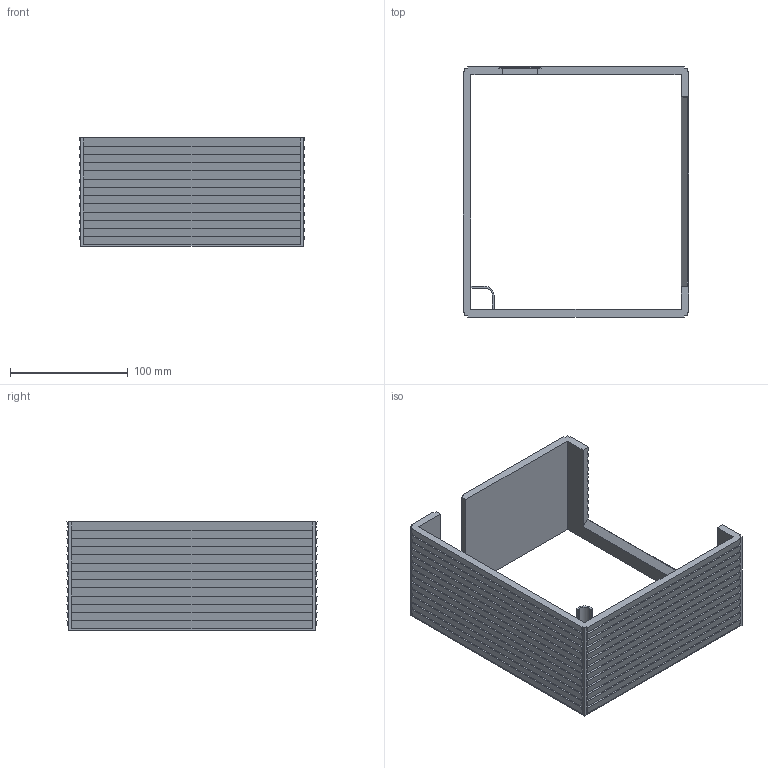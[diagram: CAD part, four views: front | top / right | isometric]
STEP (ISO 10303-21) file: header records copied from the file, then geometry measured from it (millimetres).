
FILE_DESCRIPTION (( 'STEP AP214' ), '1' );
FILE_NAME ('Paredes RC com portao e porta.STEP', '2024-09-05T14:44:44', ( '' ), ( '' ), 'SwSTEP 2.0', 'SolidWorks 2023', '' );
FILE_SCHEMA (( 'AUTOMOTIVE_DESIGN' ));
Length unit declared in the file: millimetre
Products named in the file (1): Paredes RC com portao e porta
Bounding box: 191.75 x 212.76 x 92 mm (x, y, z)
Volume: 340590.9 mm3; surface area: 141834.3 mm2
Topology: 1 solids, 1 shells, 302 faces, 671 edges, 370 vertices
Faces by surface type: plane 300, cylinder 2
Entity records: 7894 total; most frequent: CARTESIAN_POINT 1344, ORIENTED_EDGE 1342, DIRECTION 1281, EDGE_CURVE 671, VECTOR 667, LINE 667, VERTEX_POINT 370, AXIS2_PLACEMENT_3D 307
